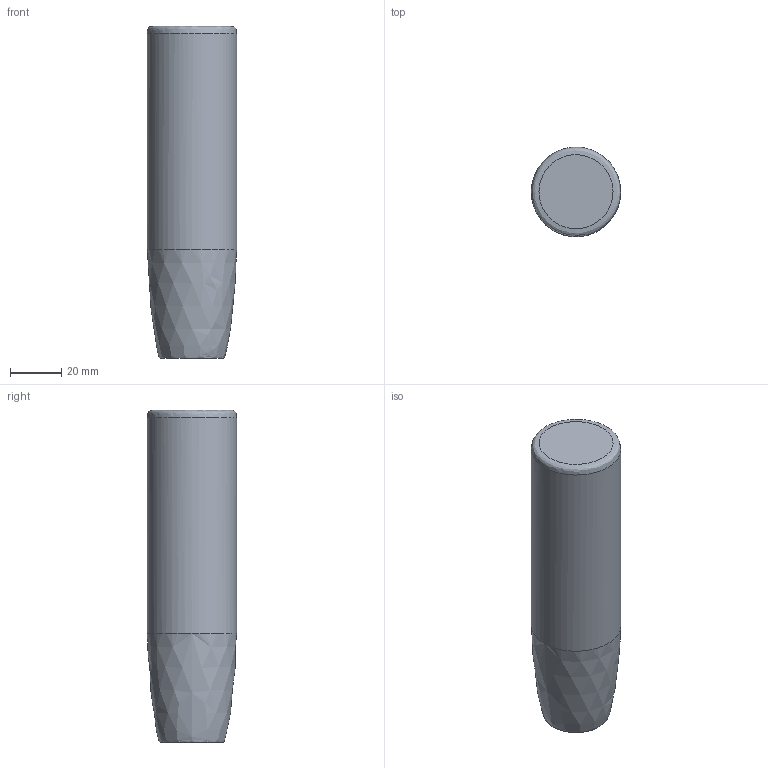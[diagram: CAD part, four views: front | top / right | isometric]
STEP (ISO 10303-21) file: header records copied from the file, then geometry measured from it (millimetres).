
FILE_DESCRIPTION(/* description */ (''),/* implementation_level */ '2;1');
FILE_NAME(/* name */ 'ShifterKnob.step',/* time_stamp */ '2026-01-13T17:12:44-06:00',/* author */ (''),/* organization */ (''),/* preprocessor_version */ 'ST-DEVELOPER v20.1',/* originating_system */ 'Autodesk Translation Framework v14.21.0.0',/* authorisation */ '');
FILE_SCHEMA (('AUTOMOTIVE_DESIGN { 1 0 10303 214 3 1 1 }'));
Length unit declared in the file: millimetre
Products named in the file (1): 2026-01-13-17-12-44-011
Bounding box: 34.99 x 35 x 130 mm (x, y, z)
Volume: 116583.6 mm3; surface area: 15832.4 mm2
Topology: 1 solids, 1 shells, 7 faces, 10 edges, 6 vertices
Faces by surface type: plane 3, cylinder 2, bspline 2
Full cylindrical faces by diameter (mm): 11.9 x1, 35 x1
Entity records: 564 total; most frequent: CARTESIAN_POINT 423, ORIENTED_EDGE 20, DIRECTION 18, EDGE_CURVE 10, EDGE_LOOP 8, AXIS2_PLACEMENT_3D 8, FACE_OUTER_BOUND 7, ADVANCED_FACE 7
